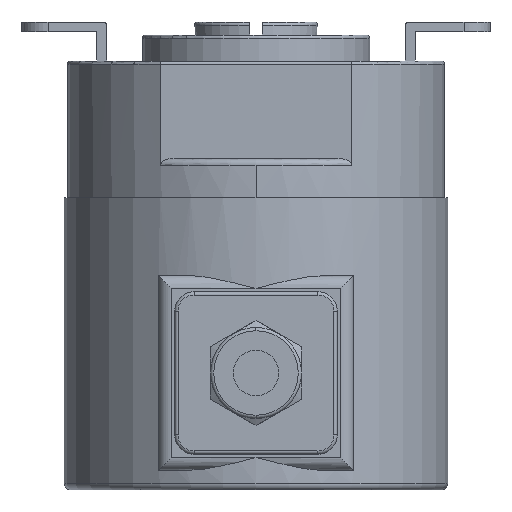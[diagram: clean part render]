
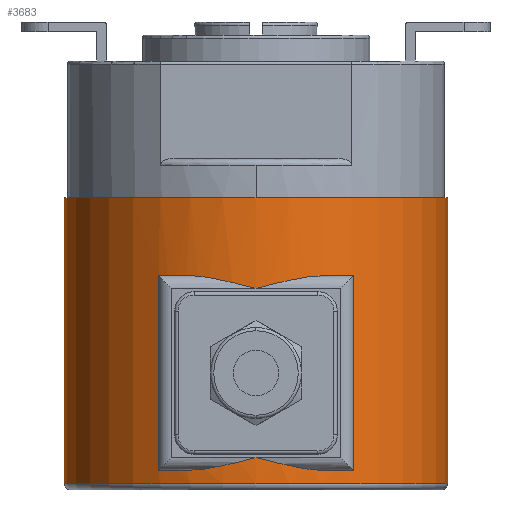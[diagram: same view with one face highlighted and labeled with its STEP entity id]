
A CAD part, front view. The second image highlights one B-rep face of the part: STEP entity #3683.
In plain terms, the highlighted cylindrical face has radius 29.5 mm (diameter 59 mm), a partial arc.
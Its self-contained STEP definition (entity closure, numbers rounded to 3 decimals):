
#51=CARTESIAN_POINT('',(0.,0.,1.));
#52=DIRECTION('',(0.,0.,-1.));
#53=DIRECTION('',(1.,0.,0.));
#54=AXIS2_PLACEMENT_3D('',#51,#52,#53);
#59=DIRECTION('',(0.,0.,1.));
#60=VECTOR('',#59,44.);
#61=CARTESIAN_POINT('',(29.5,0.,1.));
#62=LINE('',#61,#60);
#66=CARTESIAN_POINT('',(0.,0.,33.));
#67=DIRECTION('',(0.,0.,-1.));
#68=DIRECTION('',(0.508,-0.861,0.));
#69=AXIS2_PLACEMENT_3D('',#66,#67,#68);
#74=CARTESIAN_POINT('',(0.,0.,33.));
#75=DIRECTION('',(0.,0.,-1.));
#76=DIRECTION('',(-0.362,-0.932,0.));
#77=AXIS2_PLACEMENT_3D('',#74,#75,#76);
#82=DIRECTION('',(0.,0.,-1.));
#83=VECTOR('',#82,30.);
#84=CARTESIAN_POINT('',(-15.,-25.402,33.));
#85=LINE('',#84,#83);
#89=CARTESIAN_POINT('',(0.,0.,3.));
#90=DIRECTION('',(0.,0.,-1.));
#91=DIRECTION('',(-0.362,-0.932,0.));
#92=AXIS2_PLACEMENT_3D('',#89,#90,#91);
#97=CARTESIAN_POINT('',(0.,0.,3.));
#98=DIRECTION('',(0.,0.,-1.));
#99=DIRECTION('',(0.508,-0.861,0.));
#100=AXIS2_PLACEMENT_3D('',#97,#98,#99);
#105=DIRECTION('',(0.,0.,-1.));
#106=VECTOR('',#105,30.);
#107=CARTESIAN_POINT('',(15.,-25.402,33.));
#108=LINE('',#107,#106);
#120=DIRECTION('',(0.,0.,1.));
#121=VECTOR('',#120,44.);
#122=CARTESIAN_POINT('',(-29.5,0.,1.));
#123=LINE('',#122,#121);
#127=CARTESIAN_POINT('',(0.,0.,45.));
#128=DIRECTION('',(0.,0.,-1.));
#129=DIRECTION('',(1.,0.,0.));
#130=AXIS2_PLACEMENT_3D('',#127,#128,#129);
#1836=CARTESIAN_POINT('',(10.677,-27.5,33.));
#1837=CARTESIAN_POINT('',(10.253,-27.664,33.));
#1838=CARTESIAN_POINT('',(9.401,-27.973,32.96));
#1839=CARTESIAN_POINT('',(8.118,-28.372,32.815));
#1840=CARTESIAN_POINT('',(6.824,-28.71,32.608));
#1841=CARTESIAN_POINT('',(5.513,-28.991,32.351));
#1842=CARTESIAN_POINT('',(4.18,-29.213,32.054));
#1843=CARTESIAN_POINT('',(2.82,-29.376,31.725));
#1844=CARTESIAN_POINT('',(1.431,-29.476,31.373));
#1845=CARTESIAN_POINT('',(0.481,-29.5,31.125));
#1846=CARTESIAN_POINT('',(0.,-29.5,31.));
#1901=CARTESIAN_POINT('',(-10.677,-27.5,3.));
#1902=CARTESIAN_POINT('',(-10.253,-27.664,3.));
#1903=CARTESIAN_POINT('',(-9.401,-27.973,
3.04));
#1904=CARTESIAN_POINT('',(-8.118,-28.372,
3.185));
#1905=CARTESIAN_POINT('',(-6.824,-28.71,
3.392));
#1906=CARTESIAN_POINT('',(-5.513,-28.991,
3.649));
#1907=CARTESIAN_POINT('',(-4.18,-29.213,
3.946));
#1908=CARTESIAN_POINT('',(-2.82,-29.376,
4.275));
#1909=CARTESIAN_POINT('',(-1.431,-29.476,
4.627));
#1910=CARTESIAN_POINT('',(-0.481,-29.5,4.875));
#1911=CARTESIAN_POINT('',(0.,-29.5,5.));
#3073=CARTESIAN_POINT('',(0.,-29.5,5.));
#3074=CARTESIAN_POINT('',(0.478,-29.5,4.876));
#3075=CARTESIAN_POINT('',(1.42,-29.477,4.63));
#3076=CARTESIAN_POINT('',(2.783,-29.379,4.284));
#3077=CARTESIAN_POINT('',(4.118,-29.221,3.961));
#3078=CARTESIAN_POINT('',(5.436,-29.005,3.666));
#3079=CARTESIAN_POINT('',(6.756,-28.727,3.404));
#3080=CARTESIAN_POINT('',(8.074,-28.385,3.19));
#3081=CARTESIAN_POINT('',(9.387,-27.978,3.041));
#3082=CARTESIAN_POINT('',(10.25,-27.666,3.));
#3083=CARTESIAN_POINT('',(10.677,-27.5,3.));
#3132=CARTESIAN_POINT('',(0.,-29.5,31.));
#3133=CARTESIAN_POINT('',(-0.478,-29.5,31.124));
#3134=CARTESIAN_POINT('',(-1.42,-29.477,
31.37));
#3135=CARTESIAN_POINT('',(-2.783,-29.379,
31.716));
#3136=CARTESIAN_POINT('',(-4.118,-29.221,
32.039));
#3137=CARTESIAN_POINT('',(-5.436,-29.005,
32.334));
#3138=CARTESIAN_POINT('',(-6.756,-28.727,
32.596));
#3139=CARTESIAN_POINT('',(-8.074,-28.385,32.81));
#3140=CARTESIAN_POINT('',(-9.387,-27.978,
32.959));
#3141=CARTESIAN_POINT('',(-10.25,-27.666,33.));
#3142=CARTESIAN_POINT('',(-10.677,-27.5,33.));
#3147=CARTESIAN_POINT('',(29.5,0.,45.));
#3148=CARTESIAN_POINT('',(-29.5,0.,45.));
#3149=VERTEX_POINT('',#3147);
#3150=VERTEX_POINT('',#3148);
#3267=CARTESIAN_POINT('',(-29.5,0.,1.));
#3268=CARTESIAN_POINT('',(29.5,0.,1.));
#3269=VERTEX_POINT('',#3267);
#3270=VERTEX_POINT('',#3268);
#3316=CARTESIAN_POINT('',(15.,-25.402,33.));
#3317=CARTESIAN_POINT('',(15.,-25.402,3.));
#3318=VERTEX_POINT('',#3316);
#3319=VERTEX_POINT('',#3317);
#3320=CARTESIAN_POINT('',(-15.,-25.402,33.));
#3321=CARTESIAN_POINT('',(-15.,-25.402,3.));
#3322=VERTEX_POINT('',#3320);
#3323=VERTEX_POINT('',#3321);
#3341=CARTESIAN_POINT('',(10.677,-27.5,33.));
#3343=VERTEX_POINT('',#3341);
#3345=CARTESIAN_POINT('',(0.,-29.5,31.));
#3347=VERTEX_POINT('',#3345);
#3350=CARTESIAN_POINT('',(-10.677,-27.5,33.));
#3352=VERTEX_POINT('',#3350);
#3358=CARTESIAN_POINT('',(0.,-29.5,5.));
#3359=VERTEX_POINT('',#3358);
#3360=CARTESIAN_POINT('',(-10.677,-27.5,3.));
#3361=VERTEX_POINT('',#3360);
#3364=CARTESIAN_POINT('',(10.677,-27.5,3.));
#3366=VERTEX_POINT('',#3364);
#3647=CARTESIAN_POINT('',(0.,0.,0.));
#3648=DIRECTION('',(0.,0.,-1.));
#3649=DIRECTION('',(1.,0.,0.));
#3650=AXIS2_PLACEMENT_3D('',#3647,#3648,#3649);
#3651=CYLINDRICAL_SURFACE('',#3650,29.5);
#3652=ORIENTED_EDGE('',*,*,#3634,.T.);
#3654=ORIENTED_EDGE('',*,*,#3653,.T.);
#3656=ORIENTED_EDGE('',*,*,#3655,.F.);
#3658=ORIENTED_EDGE('',*,*,#3657,.F.);
#3659=EDGE_LOOP('',(#3652,#3654,#3656,#3658));
#3660=FACE_OUTER_BOUND('',#3659,.F.);
#3662=ORIENTED_EDGE('',*,*,#3661,.T.);
#3664=ORIENTED_EDGE('',*,*,#3663,.T.);
#3666=ORIENTED_EDGE('',*,*,#3665,.T.);
#3668=ORIENTED_EDGE('',*,*,#3667,.T.);
#3670=ORIENTED_EDGE('',*,*,#3669,.T.);
#3672=ORIENTED_EDGE('',*,*,#3671,.F.);
#3674=ORIENTED_EDGE('',*,*,#3673,.T.);
#3676=ORIENTED_EDGE('',*,*,#3675,.T.);
#3678=ORIENTED_EDGE('',*,*,#3677,.F.);
#3680=ORIENTED_EDGE('',*,*,#3679,.F.);
#3681=EDGE_LOOP('',(#3662,#3664,#3666,#3668,#3670,#3672,#3674,#3676,#3678,
#3680));
#3682=FACE_BOUND('',#3681,.F.);
#3683=ADVANCED_FACE('',(#3660,#3682),#3651,.T.);
#55=CIRCLE('',#54,29.5);
#70=CIRCLE('',#69,29.5);
#78=CIRCLE('',#77,29.5);
#93=CIRCLE('',#92,29.5);
#101=CIRCLE('',#100,29.5);
#131=CIRCLE('',#130,29.5);
#1847=B_SPLINE_CURVE_WITH_KNOTS('',3,(#1836,#1837,#1838,#1839,#1840,#1841,#1842,
#1843,#1844,#1845,#1846),.UNSPECIFIED.,.F.,.F.,(4,1,1,1,1,1,1,1,4),(0.,
0.125,0.25,0.375,0.5,0.625,0.75,0.875,1.),.UNSPECIFIED.);
#1912=B_SPLINE_CURVE_WITH_KNOTS('',3,(#1901,#1902,#1903,#1904,#1905,#1906,#1907,
#1908,#1909,#1910,#1911),.UNSPECIFIED.,.F.,.F.,(4,1,1,1,1,1,1,1,4),(0.,
0.125,0.25,0.375,0.5,0.625,0.75,0.875,1.),.UNSPECIFIED.);
#3084=B_SPLINE_CURVE_WITH_KNOTS('',3,(#3073,#3074,#3075,#3076,#3077,#3078,#3079,
#3080,#3081,#3082,#3083),.UNSPECIFIED.,.F.,.F.,(4,1,1,1,1,1,1,1,4),(0.,
0.125,0.25,0.375,0.5,0.625,0.75,0.875,1.),.UNSPECIFIED.);
#3143=B_SPLINE_CURVE_WITH_KNOTS('',3,(#3132,#3133,#3134,#3135,#3136,#3137,#3138,
#3139,#3140,#3141,#3142),.UNSPECIFIED.,.F.,.F.,(4,1,1,1,1,1,1,1,4),(0.,
0.125,0.25,0.375,0.5,0.625,0.75,0.875,1.),.UNSPECIFIED.);
#3634=EDGE_CURVE('',#3270,#3269,#55,.T.);
#3653=EDGE_CURVE('',#3269,#3150,#123,.T.);
#3655=EDGE_CURVE('',#3149,#3150,#131,.T.);
#3657=EDGE_CURVE('',#3270,#3149,#62,.T.);
#3661=EDGE_CURVE('',#3318,#3343,#70,.T.);
#3663=EDGE_CURVE('',#3343,#3347,#1847,.T.);
#3665=EDGE_CURVE('',#3347,#3352,#3143,.T.);
#3667=EDGE_CURVE('',#3352,#3322,#78,.T.);
#3669=EDGE_CURVE('',#3322,#3323,#85,.T.);
#3671=EDGE_CURVE('',#3361,#3323,#93,.T.);
#3673=EDGE_CURVE('',#3361,#3359,#1912,.T.);
#3675=EDGE_CURVE('',#3359,#3366,#3084,.T.);
#3677=EDGE_CURVE('',#3319,#3366,#101,.T.);
#3679=EDGE_CURVE('',#3318,#3319,#108,.T.);
